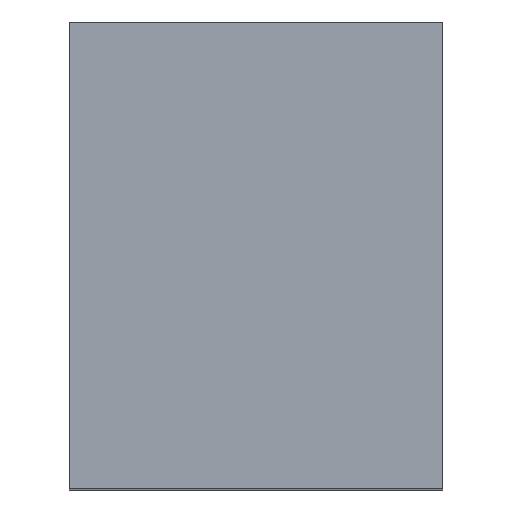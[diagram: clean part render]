
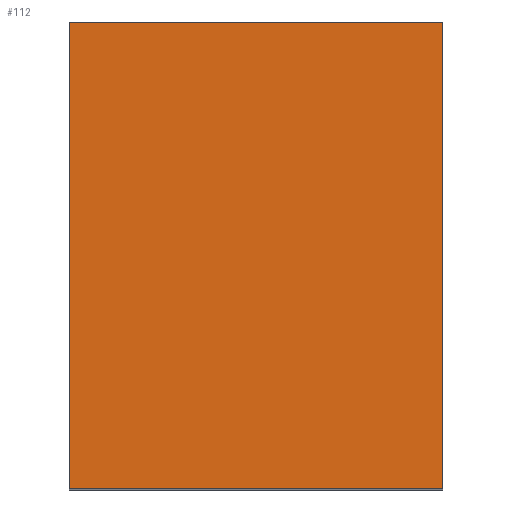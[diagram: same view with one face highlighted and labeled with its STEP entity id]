
A CAD part, top view. The second image highlights one B-rep face of the part: STEP entity #112.
In plain terms, the highlighted planar face has unit normal (0, 0, 1).
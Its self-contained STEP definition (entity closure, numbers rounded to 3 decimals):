
#112=ADVANCED_FACE('',(#150),#151,.T.);
#150=FACE_OUTER_BOUND('',#193,.T.);
#151=PLANE('',#194);
#193=EDGE_LOOP('',(#289,#290,#291,#292));
#194=AXIS2_PLACEMENT_3D('',#293,#294,#295);
#289=ORIENTED_EDGE('',*,*,#358,.T.);
#290=ORIENTED_EDGE('',*,*,#359,.T.);
#291=ORIENTED_EDGE('',*,*,#360,.T.);
#292=ORIENTED_EDGE('',*,*,#361,.T.);
#293=CARTESIAN_POINT('',(0.0,-1.0,40.0));
#294=DIRECTION('',(0.0,0.0,1.0));
#295=DIRECTION('',(1.0,0.0,0.0));
#358=EDGE_CURVE('',#408,#409,#410,.T.);
#359=EDGE_CURVE('',#409,#411,#412,.T.);
#360=EDGE_CURVE('',#411,#413,#414,.T.);
#361=EDGE_CURVE('',#413,#408,#415,.T.);
#408=VERTEX_POINT('',#476);
#409=VERTEX_POINT('',#477);
#410=LINE('',#478,#479);
#411=VERTEX_POINT('',#480);
#412=LINE('',#481,#482);
#413=VERTEX_POINT('',#483);
#414=LINE('',#484,#485);
#415=LINE('',#486,#487);
#476=CARTESIAN_POINT('',(20.0,-26.0,40.0));
#477=CARTESIAN_POINT('',(20.0,24.0,40.0));
#478=CARTESIAN_POINT('',(20.0,-1.0,40.0));
#479=VECTOR('',#554,1.0);
#480=CARTESIAN_POINT('',(-20.0,24.0,40.0));
#481=CARTESIAN_POINT('',(0.0,24.0,40.0));
#482=VECTOR('',#555,1.0);
#483=CARTESIAN_POINT('',(-20.0,-26.0,40.0));
#484=CARTESIAN_POINT('',(-20.0,-1.0,40.0));
#485=VECTOR('',#556,1.0);
#486=CARTESIAN_POINT('',(0.0,-26.0,40.0));
#487=VECTOR('',#557,1.0);
#554=DIRECTION('',(0.0,1.0,0.0));
#555=DIRECTION('',(-1.0,0.0,0.0));
#556=DIRECTION('',(0.0,-1.0,0.0));
#557=DIRECTION('',(1.0,0.0,0.0));
